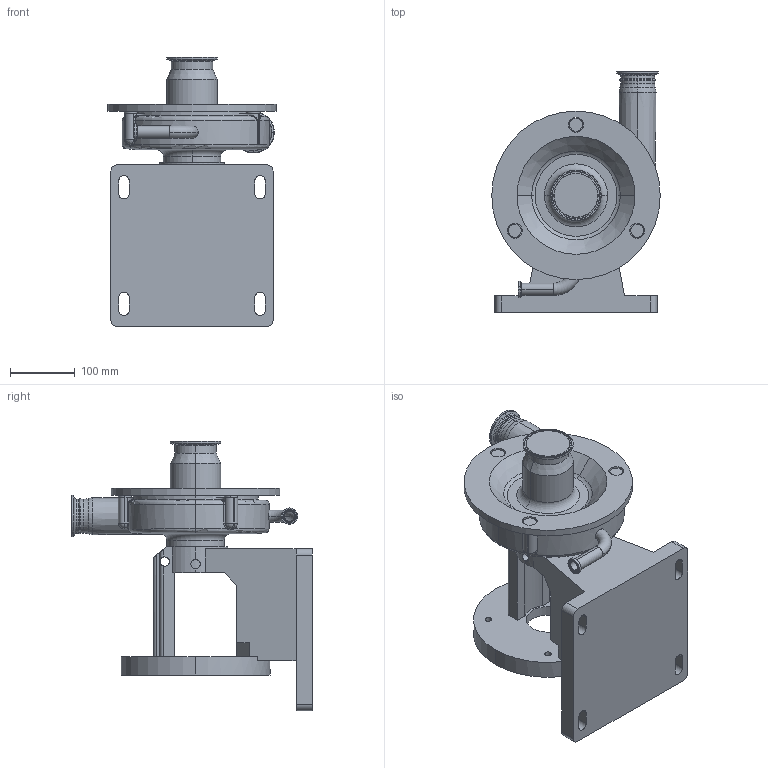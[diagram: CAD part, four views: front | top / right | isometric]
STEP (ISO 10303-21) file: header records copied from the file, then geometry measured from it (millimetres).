
FILE_DESCRIPTION (( 'STEP AP214' ), '1' );
FILE_NAME ('FP 353 180TC VERTICAL 3-4 In ELBOW LEFT.STEP', '2010-02-23T20:09:46', ( ' ' ), ( '' ), 'SwSTEP 2.0', 'SolidWorks 2010', '' );
FILE_SCHEMA (( 'AUTOMOTIVE_DESIGN' ));
Length unit declared in the file: millimetre
Products named in the file (2): FP 353 180TC VERTICAL 3-4 In ELBOW LEFT; FP 353 180TC VERTICAL 3-4 In ELBOW LEFT^1275000117
Assembly tree (1 placements, depth 2):
  FP 353 180TC VERTICAL 3-4 In ELBOW LEFT
    FP 353 180TC VERTICAL 3-4 In ELBOW LEFT^1275000117
Bounding box: 260 x 371 x 415.5 mm (x, y, z)
Volume: 7783834.8 mm3; surface area: 690730.5 mm2
Topology: 1 solids, 5 shells, 428 faces, 1076 edges, 659 vertices
Faces by surface type: cylinder 163, plane 99, torus 68, bspline 52, cone 36, sphere 10
Entity records: 26764 total; most frequent: CARTESIAN_POINT 16522, DIRECTION 2168, ORIENTED_EDGE 2144, EDGE_CURVE 1072, AXIS2_PLACEMENT_3D 891, VERTEX_POINT 658, CIRCLE 511, EDGE_LOOP 472
